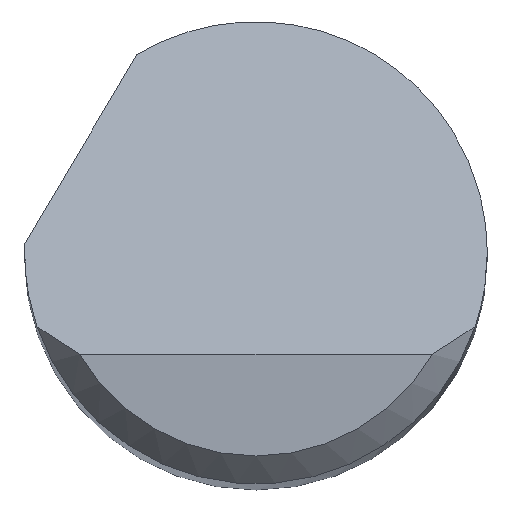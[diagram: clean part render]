
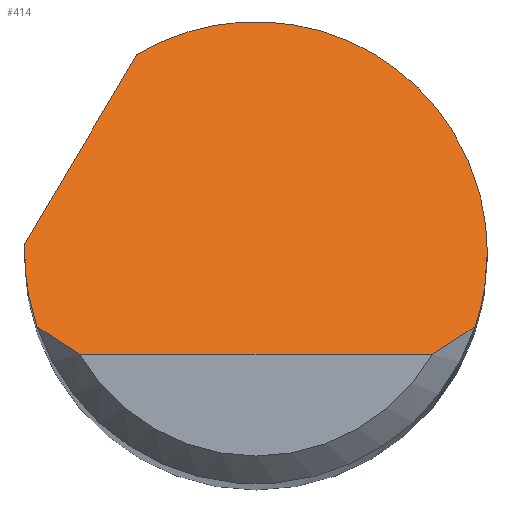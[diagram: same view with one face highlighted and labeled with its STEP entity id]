
A CAD part, top view. The second image highlights one B-rep face of the part: STEP entity #414.
In plain terms, the highlighted planar face has unit normal (0, 0.707, 0.707).
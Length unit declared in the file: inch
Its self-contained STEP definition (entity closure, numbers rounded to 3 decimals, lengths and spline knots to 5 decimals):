
#10 = CARTESIAN_POINT ( 'NONE',  ( 0.125, 0., 1.945 ) ) ;
#29 = VERTEX_POINT ( 'NONE', #104 ) ;
#31 = CARTESIAN_POINT ( 'NONE',  ( 0.125, 0., 1.945 ) ) ;
#33 = CARTESIAN_POINT ( 'NONE',  ( 0.125, -0.01363, 1.95863 ) ) ;
#37 = CARTESIAN_POINT ( 'NONE',  ( -0.1249, 0.005, 1.94 ) ) ;
#58 = CARTESIAN_POINT ( 'NONE',  ( -0.125, 0., 1.945 ) ) ;
#72 = CARTESIAN_POINT ( 'NONE',  ( 0.11107, -0.04528, 1.99028 ) ) ;
#87 = ORIENTED_EDGE ( 'NONE', *, *, #226, .T. ) ;
#88 = CARTESIAN_POINT ( 'NONE',  ( 0.12279, -0.02708, 1.97208 ) ) ;
#104 = CARTESIAN_POINT ( 'NONE',  ( -0.09526, -0.055, 2. ) ) ;
#107 = VERTEX_POINT ( 'NONE', #249 ) ;
#113 = VERTEX_POINT ( 'NONE', #415 ) ;
#121 = CARTESIAN_POINT ( 'NONE',  ( -0.125, 0., 1.945 ) ) ;
#123 = CARTESIAN_POINT ( 'NONE',  ( -0.11843, -0.04, 1.985 ) ) ;
#151 = CARTESIAN_POINT ( 'NONE',  ( -0.11843, -0.04, 1.985 ) ) ;
#153 = CARTESIAN_POINT ( 'NONE',  ( -0.11843, -0.04, 1.985 ) ) ;
#154 = ORIENTED_EDGE ( 'NONE', *, *, #229, .F. ) ;
#155 = CARTESIAN_POINT ( 'NONE',  ( -0.09526, -0.055, 2. ) ) ;
#158 = ORIENTED_EDGE ( 'NONE', *, *, #347, .T. ) ;
#174 = CARTESIAN_POINT ( 'NONE',  ( -0.12497, 0.00333, 1.94167 ) ) ;
#183 = EDGE_CURVE ( 'NONE', #113, #394, #412, .T. ) ;
#185 = CARTESIAN_POINT ( 'NONE',  ( -0.125, 0., 1.945 ) ) ;
#190 = CARTESIAN_POINT ( 'NONE',  ( 0.11843, -0.04, 1.985 ) ) ;
#192 = CARTESIAN_POINT ( 'NONE',  ( -0.15516, -0.04606, 1.99106 ) ) ;
#196 = CARTESIAN_POINT ( 'NONE',  ( -0.125, 0.00167, 1.94333 ) ) ;
#199 = VERTEX_POINT ( 'NONE', #185 ) ;
#213 = EDGE_CURVE ( 'NONE', #107, #402, #308, .T. ) ;
#214 = CARTESIAN_POINT ( 'NONE',  ( 0.11843, -0.04, 1.985 ) ) ;
#217 = CARTESIAN_POINT ( 'NONE',  ( 0.125, 0., 1.945 ) ) ;
#219 = CARTESIAN_POINT ( 'NONE',  ( -0.06437, 0.10715, 1.83785 ) ) ;
#226 = EDGE_CURVE ( 'NONE', #330, #29, #356, .T. ) ;
#227 = CARTESIAN_POINT ( 'NONE',  ( 0., -0.055, 2. ) ) ;
#229 = EDGE_CURVE ( 'NONE', #394, #402, #421, .T. ) ;
#230 = ORIENTED_EDGE ( 'NONE', *, *, #336, .F. ) ;
#241 = FACE_OUTER_BOUND ( 'NONE', #404, .T. ) ;
#247 = CARTESIAN_POINT ( 'NONE',  ( 0.09526, -0.055, 2. ) ) ;
#249 = CARTESIAN_POINT ( 'NONE',  ( 0.09526, -0.055, 2. ) ) ;
#266 = ORIENTED_EDGE ( 'NONE', *, *, #343, .F. ) ;
#269 = CARTESIAN_POINT ( 'NONE',  ( -0.125, -0.055, 2. ) ) ;
#282 =( BOUNDED_CURVE ( )  B_SPLINE_CURVE ( 3, ( #153, #425, #292, #121 ),
 .UNSPECIFIED., .F., .T. ) 
 B_SPLINE_CURVE_WITH_KNOTS ( ( 4, 4 ),
 ( 4.38666, 4.71239 ),
 .UNSPECIFIED. ) 
 CURVE ( )  GEOMETRIC_REPRESENTATION_ITEM ( )  RATIONAL_B_SPLINE_CURVE ( ( 1., 0.991, 0.991, 1. ) ) 
 REPRESENTATION_ITEM ( '' )  );
#285 = VECTOR ( 'NONE', #326, 39.37008 ) ;
#292 = CARTESIAN_POINT ( 'NONE',  ( -0.125, -0.01363, 1.95863 ) ) ;
#308 = B_SPLINE_CURVE_WITH_KNOTS ( 'NONE', 3,
 ( #247, #381, #72, #214 ),
 .UNSPECIFIED., .F., .F.,
 ( 4, 4 ),
 ( 0., 0.0008 ),
 .UNSPECIFIED. ) ;
#324 = CARTESIAN_POINT ( 'NONE',  ( 0.125, 0.10961, 1.83539 ) ) ;
#326 = DIRECTION ( 'NONE',  ( 0.386, 0.652, -0.652 ) ) ;
#328 = VECTOR ( 'NONE', #329, 39.37008 ) ;
#329 = DIRECTION ( 'NONE',  ( 1., 0., 0. ) ) ;
#330 = VERTEX_POINT ( 'NONE', #123 ) ;
#331 =( BOUNDED_CURVE ( )  B_SPLINE_CURVE ( 3, ( #58, #196, #174, #37 ),
 .UNSPECIFIED., .F., .T. ) 
 B_SPLINE_CURVE_WITH_KNOTS ( ( 4, 4 ),
 ( 4.71239, 4.7524 ),
 .UNSPECIFIED. ) 
 CURVE ( )  GEOMETRIC_REPRESENTATION_ITEM ( )  RATIONAL_B_SPLINE_CURVE ( ( 1., 1., 1., 1. ) ) 
 REPRESENTATION_ITEM ( '' )  );
#332 = CARTESIAN_POINT ( 'NONE',  ( -0.10339, -0.05031, 1.99531 ) ) ;
#334 = LINE ( 'NONE', #192, #285 ) ;
#336 = EDGE_CURVE ( 'NONE', #416, #113, #334, .T. ) ;
#337 = PLANE ( 'NONE',  #339 ) ;
#339 = AXIS2_PLACEMENT_3D ( 'NONE', #269, #367, #344 ) ;
#343 = EDGE_CURVE ( 'NONE', #330, #199, #282, .T. ) ;
#344 = DIRECTION ( 'NONE',  ( 0., 0.707, -0.707 ) ) ;
#347 = EDGE_CURVE ( 'NONE', #29, #107, #395, .T. ) ;
#353 = ORIENTED_EDGE ( 'NONE', *, *, #213, .T. ) ;
#355 = CARTESIAN_POINT ( 'NONE',  ( 0.0296, 0.1636, 1.7814 ) ) ;
#356 = B_SPLINE_CURVE_WITH_KNOTS ( 'NONE', 3,
 ( #151, #364, #332, #155 ),
 .UNSPECIFIED., .F., .F.,
 ( 4, 4 ),
 ( 0., 0.0008 ),
 .UNSPECIFIED. ) ;
#364 = CARTESIAN_POINT ( 'NONE',  ( -0.11107, -0.04528, 1.99028 ) ) ;
#366 = EDGE_CURVE ( 'NONE', #199, #416, #331, .T. ) ;
#367 = DIRECTION ( 'NONE',  ( 0., -0.707, -0.707 ) ) ;
#375 = CARTESIAN_POINT ( 'NONE',  ( -0.1249, 0.005, 1.94 ) ) ;
#381 = CARTESIAN_POINT ( 'NONE',  ( 0.10339, -0.05031, 1.99531 ) ) ;
#394 = VERTEX_POINT ( 'NONE', #10 ) ;
#395 = LINE ( 'NONE', #227, #328 ) ;
#402 = VERTEX_POINT ( 'NONE', #406 ) ;
#404 = EDGE_LOOP ( 'NONE', ( #158, #353, #154, #430, #230, #426, #266, #87 ) ) ;
#406 = CARTESIAN_POINT ( 'NONE',  ( 0.11843, -0.04, 1.985 ) ) ;
#412 =( BOUNDED_CURVE ( )  B_SPLINE_CURVE ( 3, ( #219, #355, #324, #217 ),
 .UNSPECIFIED., .F., .F. ) 
 B_SPLINE_CURVE_WITH_KNOTS ( ( 4, 4 ),
 ( 5.74227, 7.85398 ),
 .UNSPECIFIED. ) 
 CURVE ( )  GEOMETRIC_REPRESENTATION_ITEM ( )  RATIONAL_B_SPLINE_CURVE ( ( 1., 0.662, 0.662, 1. ) ) 
 REPRESENTATION_ITEM ( '' )  );
#414 = ADVANCED_FACE ( 'NONE', ( #241 ), #337, .F. ) ;
#415 = CARTESIAN_POINT ( 'NONE',  ( -0.06437, 0.10715, 1.83785 ) ) ;
#416 = VERTEX_POINT ( 'NONE', #375 ) ;
#421 =( BOUNDED_CURVE ( )  B_SPLINE_CURVE ( 3, ( #31, #33, #88, #190 ),
 .UNSPECIFIED., .F., .T. ) 
 B_SPLINE_CURVE_WITH_KNOTS ( ( 4, 4 ),
 ( 1.5708, 1.89653 ),
 .UNSPECIFIED. ) 
 CURVE ( )  GEOMETRIC_REPRESENTATION_ITEM ( )  RATIONAL_B_SPLINE_CURVE ( ( 1., 0.991, 0.991, 1. ) ) 
 REPRESENTATION_ITEM ( '' )  );
#425 = CARTESIAN_POINT ( 'NONE',  ( -0.12279, -0.02708, 1.97208 ) ) ;
#426 = ORIENTED_EDGE ( 'NONE', *, *, #366, .F. ) ;
#430 = ORIENTED_EDGE ( 'NONE', *, *, #183, .F. ) ;
